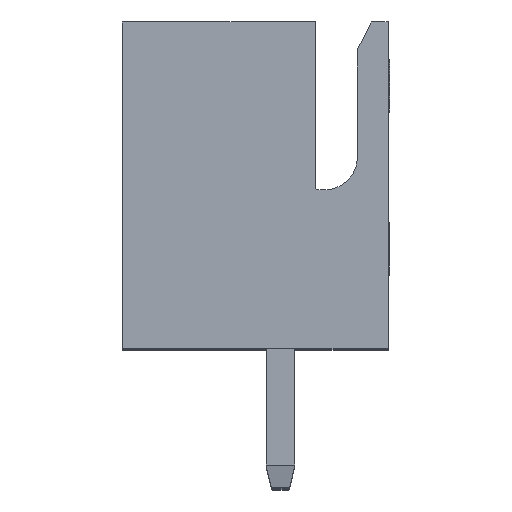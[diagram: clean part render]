
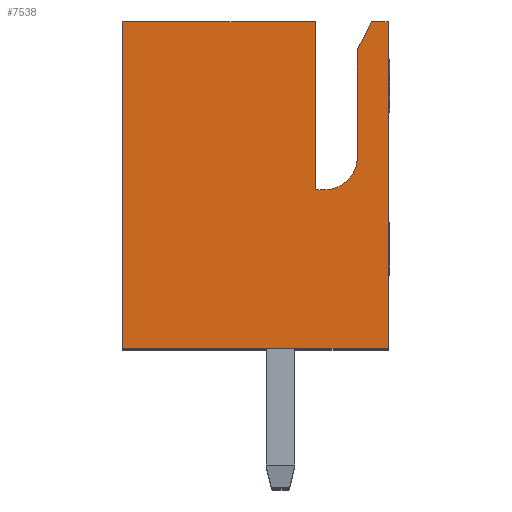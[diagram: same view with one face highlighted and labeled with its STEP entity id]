
A CAD part, top view. The second image highlights one B-rep face of the part: STEP entity #7538.
In plain terms, the highlighted planar face has unit normal (0, 0, 1).
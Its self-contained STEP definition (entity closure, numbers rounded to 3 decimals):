
#224=LINE('',#12215,#1027);
#232=LINE('',#12230,#1035);
#252=LINE('',#12286,#1055);
#464=LINE('',#13134,#1267);
#468=LINE('',#13152,#1271);
#473=LINE('',#13161,#1276);
#911=LINE('',#14058,#1714);
#933=LINE('',#14107,#1736);
#944=LINE('',#14130,#1747);
#1027=VECTOR('',#8223,10.);
#1035=VECTOR('',#8233,10.);
#1055=VECTOR('',#8279,10.);
#1267=VECTOR('',#8705,10.);
#1271=VECTOR('',#8725,10.);
#1276=VECTOR('',#8736,10.);
#1714=VECTOR('',#9588,10.);
#1736=VECTOR('',#9640,10.);
#1747=VECTOR('',#9667,10.);
#2035=PLANE('',#7993);
#2442=FACE_OUTER_BOUND('',#2873,.T.);
#2873=EDGE_LOOP('',(#6648,#6649,#6650,#6651,#6652,#6653,#6654,#6655,#6656,
#6657,#6658));
#2907=CIRCLE('',#7758,0.05);
#2916=CIRCLE('',#7977,0.7);
#3164=VERTEX_POINT('',#12212);
#3165=VERTEX_POINT('',#12214);
#3171=VERTEX_POINT('',#12228);
#3193=VERTEX_POINT('',#12283);
#3194=VERTEX_POINT('',#12285);
#3374=VERTEX_POINT('',#13131);
#3375=VERTEX_POINT('',#13133);
#3379=VERTEX_POINT('',#13145);
#3381=VERTEX_POINT('',#13151);
#3634=VERTEX_POINT('',#14056);
#3646=VERTEX_POINT('',#14105);
#3851=EDGE_CURVE('',#3165,#3164,#224,.T.);
#3859=EDGE_CURVE('',#3171,#3164,#232,.T.);
#3886=EDGE_CURVE('',#3194,#3193,#252,.T.);
#4161=EDGE_CURVE('',#3375,#3374,#464,.T.);
#4167=EDGE_CURVE('',#3165,#3379,#2907,.T.);
#4170=EDGE_CURVE('',#3381,#3379,#468,.T.);
#4175=EDGE_CURVE('',#3375,#3193,#473,.T.);
#4618=EDGE_CURVE('',#3374,#3634,#911,.T.);
#4624=EDGE_CURVE('',#3634,#3381,#2916,.T.);
#4643=EDGE_CURVE('',#3646,#3171,#933,.T.);
#4654=EDGE_CURVE('',#3646,#3194,#944,.T.);
#6648=ORIENTED_EDGE('',*,*,#4161,.T.);
#6649=ORIENTED_EDGE('',*,*,#4618,.T.);
#6650=ORIENTED_EDGE('',*,*,#4624,.T.);
#6651=ORIENTED_EDGE('',*,*,#4170,.T.);
#6652=ORIENTED_EDGE('',*,*,#4167,.F.);
#6653=ORIENTED_EDGE('',*,*,#3851,.T.);
#6654=ORIENTED_EDGE('',*,*,#3859,.F.);
#6655=ORIENTED_EDGE('',*,*,#4643,.F.);
#6656=ORIENTED_EDGE('',*,*,#4654,.T.);
#6657=ORIENTED_EDGE('',*,*,#3886,.T.);
#6658=ORIENTED_EDGE('',*,*,#4175,.F.);
#7538=ADVANCED_FACE('',(#2442),#2035,.T.);
#7758=AXIS2_PLACEMENT_3D('',#13146,#8718,#8719);
#7977=AXIS2_PLACEMENT_3D('',#14069,#9604,#9605);
#7993=AXIS2_PLACEMENT_3D('',#14129,#9665,#9666);
#8223=DIRECTION('',(0.,1.,0.));
#8233=DIRECTION('',(1.,0.,0.));
#8279=DIRECTION('',(0.,1.,0.));
#8705=DIRECTION('',(-0.447,-0.894,0.));
#8718=DIRECTION('center_axis',(0.,0.,1.));
#8719=DIRECTION('ref_axis',(-0.707,-0.707,0.));
#8725=DIRECTION('',(-1.,0.,0.));
#8736=DIRECTION('',(1.,0.,0.));
#9588=DIRECTION('',(0.,-1.,0.));
#9604=DIRECTION('center_axis',(0.,0.,-1.));
#9605=DIRECTION('ref_axis',(0.,-1.,0.));
#9640=DIRECTION('',(0.,1.,0.));
#9665=DIRECTION('center_axis',(0.,0.,1.));
#9666=DIRECTION('ref_axis',(1.,0.,0.));
#9667=DIRECTION('',(1.,0.,0.));
#12212=CARTESIAN_POINT('',(1.29,7.,12.79));
#12214=CARTESIAN_POINT('',(1.29,3.45,12.79));
#12215=CARTESIAN_POINT('',(1.29,1.7,12.79));
#12228=CARTESIAN_POINT('',(-2.85,7.,12.79));
#12230=CARTESIAN_POINT('',(-2.85,7.,12.79));
#12283=CARTESIAN_POINT('',(2.85,7.,12.79));
#12285=CARTESIAN_POINT('',(2.85,0.,12.79));
#12286=CARTESIAN_POINT('',(2.85,0.,12.79));
#13131=CARTESIAN_POINT('',(2.19,6.4,12.79));
#13133=CARTESIAN_POINT('',(2.49,7.,12.79));
#13134=CARTESIAN_POINT('',(0.556,3.132,12.79));
#13145=CARTESIAN_POINT('',(1.34,3.4,12.79));
#13146=CARTESIAN_POINT('Origin',(1.34,3.45,12.79));
#13151=CARTESIAN_POINT('',(1.49,3.4,12.79));
#13152=CARTESIAN_POINT('',(-0.68,3.4,12.79));
#13161=CARTESIAN_POINT('',(-2.85,7.,12.79));
#14056=CARTESIAN_POINT('',(2.19,4.1,12.79));
#14058=CARTESIAN_POINT('',(2.19,3.5,12.79));
#14069=CARTESIAN_POINT('Origin',(1.49,4.1,12.79));
#14105=CARTESIAN_POINT('',(-2.85,0.,12.79));
#14107=CARTESIAN_POINT('',(-2.85,0.,12.79));
#14129=CARTESIAN_POINT('Origin',(-2.85,0.,12.79));
#14130=CARTESIAN_POINT('',(-2.85,0.,12.79));
